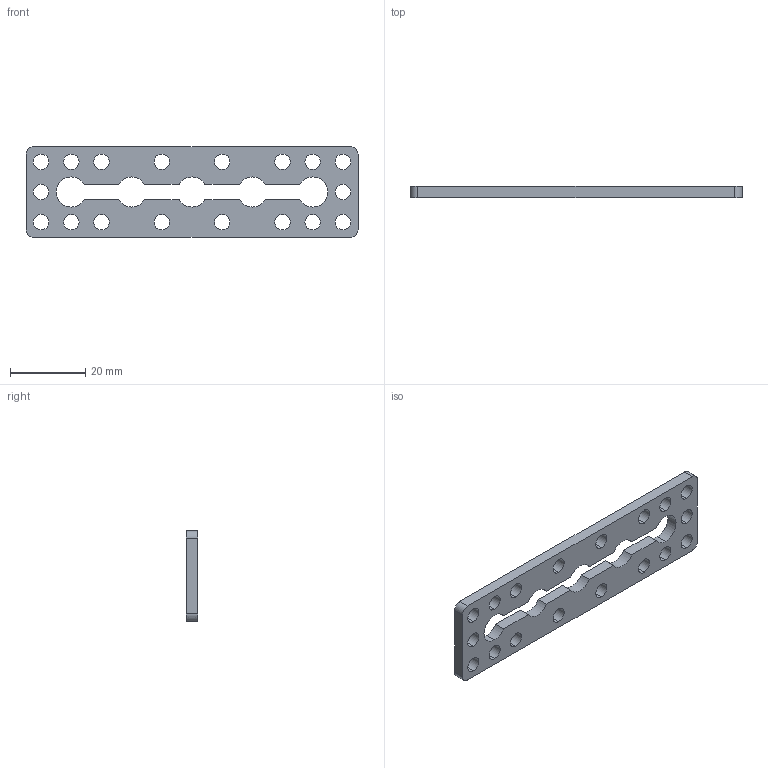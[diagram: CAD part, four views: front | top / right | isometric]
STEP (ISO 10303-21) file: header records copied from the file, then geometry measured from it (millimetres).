
FILE_DESCRIPTION (( 'STEP AP214' ), '1' );
FILE_NAME ('Plate0324-088 V1.0.step', '2016-10-28T04:09:53', ( 'dell' ), ( '' ), 'SwSTEP 2.0', 'SolidWorks 2013', '' );
FILE_SCHEMA (( 'AUTOMOTIVE_DESIGN' ));
Length unit declared in the file: millimetre
Products named in the file (1): Plate0324-088 V1.0
Bounding box: 88 x 3 x 24 mm (x, y, z)
Volume: 4436.2 mm3; surface area: 4806.2 mm2
Topology: 1 solids, 1 shells, 69 faces, 201 edges, 134 vertices
Faces by surface type: cylinder 55, plane 14
Entity records: 2455 total; most frequent: DIRECTION 451, CARTESIAN_POINT 405, ORIENTED_EDGE 402, EDGE_CURVE 201, AXIS2_PLACEMENT_3D 180, VERTEX_POINT 134, CIRCLE 110, EDGE_LOOP 107
